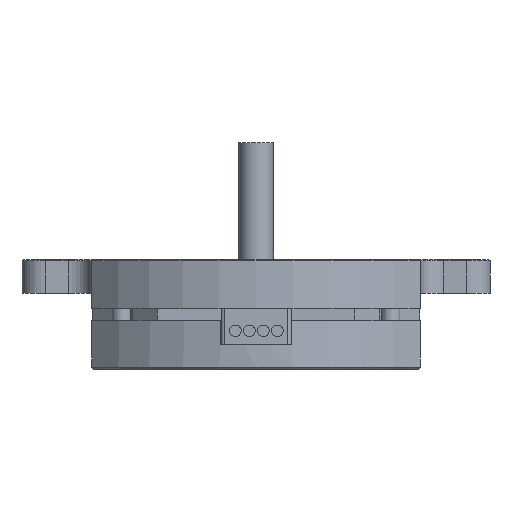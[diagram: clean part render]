
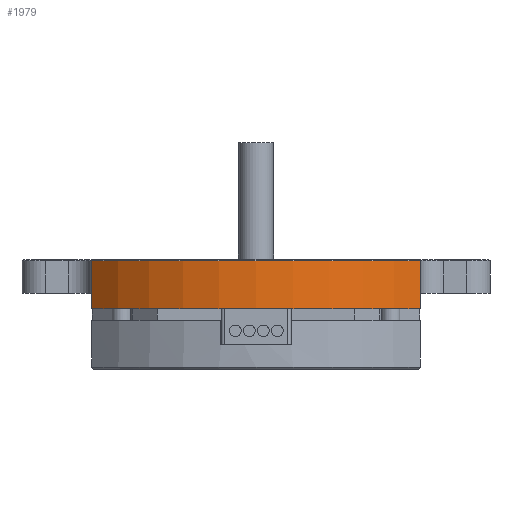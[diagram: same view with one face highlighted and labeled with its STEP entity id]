
A CAD part, front view. The second image highlights one B-rep face of the part: STEP entity #1979.
In plain terms, the highlighted cylindrical face has radius 18.75 mm (diameter 37.5 mm), a partial arc.
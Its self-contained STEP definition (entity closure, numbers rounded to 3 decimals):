
#377=CARTESIAN_POINT('',(14.05,-12.416,4.1));
#378=VERTEX_POINT('',#377);
#418=CARTESIAN_POINT('',(-14.05,-12.416,4.1));
#419=VERTEX_POINT('',#418);
#427=CARTESIAN_POINT('',(0.0,0.0,4.1));
#428=DIRECTION('',(0.0,0.0,1.0));
#429=DIRECTION('',(-0.749,-0.662,0.0));
#430=AXIS2_PLACEMENT_3D('',#427,#428,#429);
#431=CIRCLE('',#430,18.75);
#432=EDGE_CURVE('',#419,#378,#431,.T.);
#1719=CARTESIAN_POINT('',(14.05,-12.416,0.0));
#1720=VERTEX_POINT('',#1719);
#1727=CARTESIAN_POINT('',(-14.05,-12.416,0.0));
#1728=VERTEX_POINT('',#1727);
#1729=CARTESIAN_POINT('',(0.0,0.0,0.0));
#1730=DIRECTION('',(0.0,0.0,1.0));
#1731=DIRECTION('',(-0.749,-0.662,0.0));
#1732=AXIS2_PLACEMENT_3D('',#1729,#1730,#1731);
#1733=CIRCLE('',#1732,18.75);
#1734=EDGE_CURVE('',#1728,#1720,#1733,.T.);
#1950=CARTESIAN_POINT('',(14.05,-12.416,0.0));
#1951=DIRECTION('',(0.0,0.0,1.0));
#1952=VECTOR('',#1951,4.1);
#1953=LINE('',#1950,#1952);
#1954=EDGE_CURVE('',#1720,#378,#1953,.T.);
#1963=CARTESIAN_POINT('',(0.0,0.0,0.0));
#1964=DIRECTION('',(0.0,0.0,1.0));
#1965=DIRECTION('',(-0.749,-0.662,0.0));
#1966=AXIS2_PLACEMENT_3D('',#1963,#1964,#1965);
#1967=CYLINDRICAL_SURFACE('',#1966,18.75);
#1968=ORIENTED_EDGE('',*,*,#432,.F.);
#1969=CARTESIAN_POINT('',(-14.05,-12.416,0.0));
#1970=DIRECTION('',(0.0,0.0,1.0));
#1971=VECTOR('',#1970,4.1);
#1972=LINE('',#1969,#1971);
#1973=EDGE_CURVE('',#1728,#419,#1972,.T.);
#1974=ORIENTED_EDGE('',*,*,#1973,.F.);
#1975=ORIENTED_EDGE('',*,*,#1734,.T.);
#1976=ORIENTED_EDGE('',*,*,#1954,.T.);
#1977=EDGE_LOOP('',(#1968,#1974,#1975,#1976));
#1978=FACE_OUTER_BOUND('',#1977,.T.);
#1979=ADVANCED_FACE('',(#1978),#1967,.T.);
